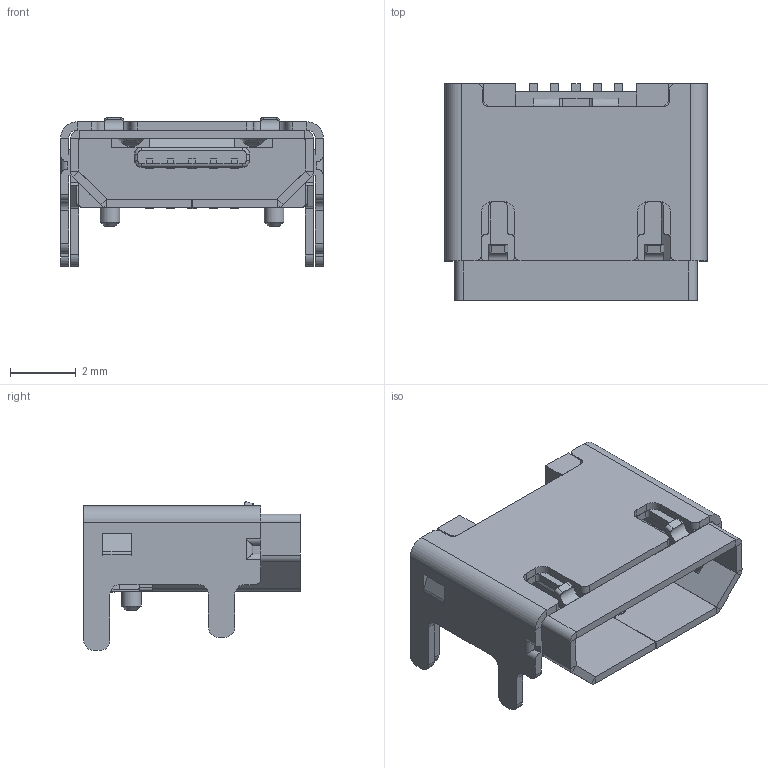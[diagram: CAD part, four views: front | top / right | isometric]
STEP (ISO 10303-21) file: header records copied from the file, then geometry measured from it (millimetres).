
FILE_DESCRIPTION(/* description */ (''),/* implementation_level */ '2;1');
FILE_NAME(/* name */ 'Würth 629105150521 Micro USB Connector Right Amgle Receptacle.stp',/* time_stamp */ '2019-11-01T15:14:04+01:00',/* author */ ('Bernd das Brot'),/* organization */ (''),/* preprocessor_version */ 'ST-DEVELOPER v18',/* originating_system */ 'Autodesk Inventor 2020',/* authorisation */ '');
FILE_SCHEMA (('AUTOMOTIVE_DESIGN { 1 0 10303 214 3 1 1 }'));
Length unit declared in the file: millimetre
Products named in the file (6): Würth 629105150521 Micro USB Connector Right Amgle Receptacle; Würth 629105150521 Micro USB (Housing); Würth 629105150521 Micro USB (Inner Shield); Würth 629105150521 Micro USB (Outer Shield); Würth 629105150521 Micro USB ( Contact 1,2,4,5); Würth 629105150521 Micro USB ( Contact 3)
Assembly tree (8 placements, depth 2):
  Würth 629105150521 Micro USB Connector Right Amgle Receptacle
    Würth 629105150521 Micro USB (Housing)
    Würth 629105150521 Micro USB (Inner Shield)
    Würth 629105150521 Micro USB (Outer Shield)
    Würth 629105150521 Micro USB ( Contact 1,2,4,5)  x4
    Würth 629105150521 Micro USB ( Contact 3)
Bounding box: 8 x 6.6 x 4.53 mm (x, y, z)
Volume: 75.3 mm3; surface area: 522.4 mm2
Topology: 10 solids, 10 shells, 691 faces, 1913 edges, 1218 vertices
Faces by surface type: plane 451, cylinder 198, torus 16, cone 14, bspline 12
Full cylindrical faces by diameter (mm): 0.6 x2
Entity records: 21061 total; most frequent: CARTESIAN_POINT 4319, ORIENTED_EDGE 3520, DIRECTION 3372, EDGE_CURVE 1760, LINE 1314, VECTOR 1314, VERTEX_POINT 1116, AXIS2_PLACEMENT_3D 1029
